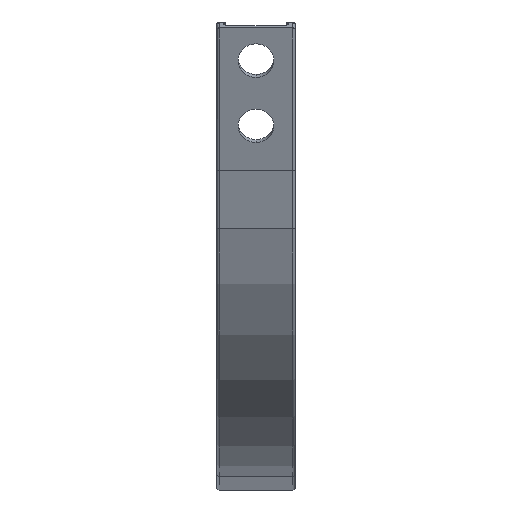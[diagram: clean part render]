
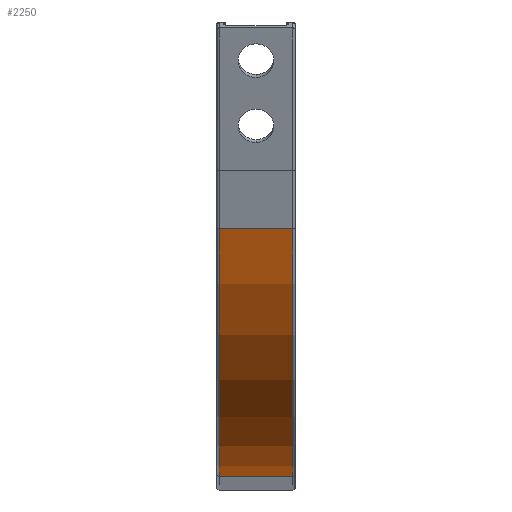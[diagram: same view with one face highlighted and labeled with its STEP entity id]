
A CAD part, top view. The second image highlights one B-rep face of the part: STEP entity #2250.
In plain terms, the highlighted cylindrical face has radius 87 mm (diameter 174 mm), a partial arc.
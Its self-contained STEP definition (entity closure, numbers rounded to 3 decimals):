
#41 = AXIS2_PLACEMENT_3D ( 'NONE', #2337, #730, #2356 ) ;
#157 = VERTEX_POINT ( 'NONE', #1340 ) ;
#198 = VERTEX_POINT ( 'NONE', #282 ) ;
#208 = CIRCLE ( 'NONE', #1029, 87. ) ;
#222 = DIRECTION ( 'NONE',  ( -1., 0., 0. ) ) ;
#275 = EDGE_CURVE ( 'NONE', #567, #480, #1511, .T. ) ;
#282 = CARTESIAN_POINT ( 'NONE',  ( 7., -86.669, 7.583 ) ) ;
#344 = CIRCLE ( 'NONE', #41, 87. ) ;
#404 = EDGE_CURVE ( 'NONE', #480, #198, #344, .T. ) ;
#409 = AXIS2_PLACEMENT_3D ( 'NONE', #817, #222, #1024 ) ;
#434 = DIRECTION ( 'NONE',  ( 0., 0., -1. ) ) ;
#480 = VERTEX_POINT ( 'NONE', #1394 ) ;
#490 = CARTESIAN_POINT ( 'NONE',  ( 24.5, -29.756, 81.753 ) ) ;
#567 = VERTEX_POINT ( 'NONE', #1441 ) ;
#648 = DIRECTION ( 'NONE',  ( -1., 0., 0. ) ) ;
#697 = EDGE_CURVE ( 'NONE', #157, #198, #1162, .T. ) ;
#730 = DIRECTION ( 'NONE',  ( 1., 0., 0. ) ) ;
#779 = ORIENTED_EDGE ( 'NONE', *, *, #2032, .T. ) ;
#817 = CARTESIAN_POINT ( 'NONE',  ( 24.5, 0., 0. ) ) ;
#830 = ORIENTED_EDGE ( 'NONE', *, *, #404, .T. ) ;
#834 = DIRECTION ( 'NONE',  ( -1., 0., 0. ) ) ;
#866 = EDGE_LOOP ( 'NONE', ( #1519, #779, #1515, #830 ) ) ;
#1024 = DIRECTION ( 'NONE',  ( 0., 0., 1. ) ) ;
#1029 = AXIS2_PLACEMENT_3D ( 'NONE', #2253, #834, #434 ) ;
#1162 = LINE ( 'NONE', #1680, #1913 ) ;
#1296 = DIRECTION ( 'NONE',  ( -1., 0., 0. ) ) ;
#1340 = CARTESIAN_POINT ( 'NONE',  ( 24., -86.669, 7.583 ) ) ;
#1394 = CARTESIAN_POINT ( 'NONE',  ( 7., -29.756, 81.753 ) ) ;
#1441 = CARTESIAN_POINT ( 'NONE',  ( 24., -29.756, 81.753 ) ) ;
#1501 = CYLINDRICAL_SURFACE ( 'NONE', #409, 87. ) ;
#1511 = LINE ( 'NONE', #490, #2083 ) ;
#1515 = ORIENTED_EDGE ( 'NONE', *, *, #275, .T. ) ;
#1519 = ORIENTED_EDGE ( 'NONE', *, *, #697, .F. ) ;
#1625 = FACE_OUTER_BOUND ( 'NONE', #866, .T. ) ;
#1680 = CARTESIAN_POINT ( 'NONE',  ( 24.5, -86.669, 7.583 ) ) ;
#1913 = VECTOR ( 'NONE', #648, 1000. ) ;
#2032 = EDGE_CURVE ( 'NONE', #157, #567, #208, .T. ) ;
#2083 = VECTOR ( 'NONE', #1296, 1000. ) ;
#2250 = ADVANCED_FACE ( 'NONE', ( #1625 ), #1501, .T. ) ;
#2253 = CARTESIAN_POINT ( 'NONE',  ( 24., 0., 0. ) ) ;
#2337 = CARTESIAN_POINT ( 'NONE',  ( 7., 0., 0. ) ) ;
#2356 = DIRECTION ( 'NONE',  ( 0., 0., -1. ) ) ;
